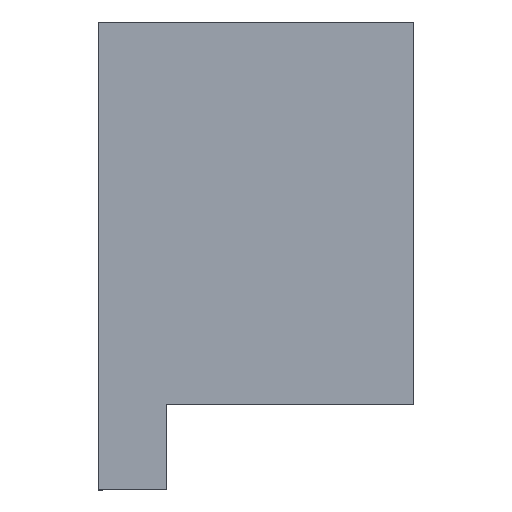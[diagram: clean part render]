
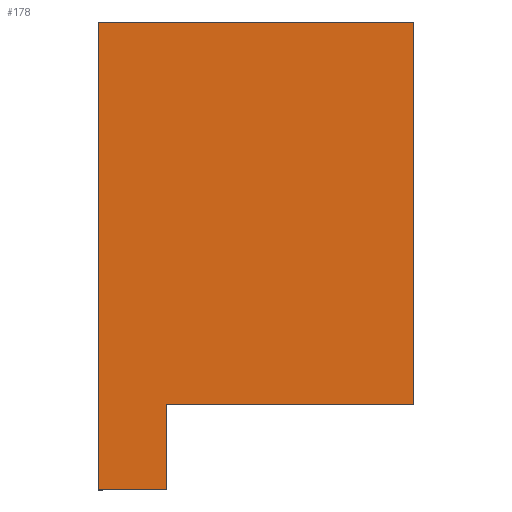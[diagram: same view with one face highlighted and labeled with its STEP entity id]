
A CAD part, top view. The second image highlights one B-rep face of the part: STEP entity #178.
In plain terms, the highlighted planar face has unit normal (0, 0, 1).
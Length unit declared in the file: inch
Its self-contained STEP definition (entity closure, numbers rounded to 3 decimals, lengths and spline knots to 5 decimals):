
#22=PLANE('',#210);
#33=FACE_OUTER_BOUND('',#43,.T.);
#43=EDGE_LOOP('',(#156,#157,#158,#159,#160,#161));
#52=LINE('',#275,#72);
#55=LINE('',#281,#75);
#58=LINE('',#287,#78);
#61=LINE('',#293,#81);
#64=LINE('',#299,#84);
#67=LINE('',#303,#87);
#72=VECTOR('',#228,0.3937);
#75=VECTOR('',#233,0.3937);
#78=VECTOR('',#238,0.3937);
#81=VECTOR('',#243,0.3937);
#84=VECTOR('',#248,0.3937);
#87=VECTOR('',#253,0.3937);
#93=VERTEX_POINT('',#272);
#94=VERTEX_POINT('',#274);
#96=VERTEX_POINT('',#280);
#98=VERTEX_POINT('',#286);
#100=VERTEX_POINT('',#292);
#102=VERTEX_POINT('',#298);
#109=EDGE_CURVE('',#94,#93,#52,.T.);
#112=EDGE_CURVE('',#96,#94,#55,.T.);
#115=EDGE_CURVE('',#98,#96,#58,.T.);
#118=EDGE_CURVE('',#100,#98,#61,.T.);
#121=EDGE_CURVE('',#102,#100,#64,.T.);
#124=EDGE_CURVE('',#93,#102,#67,.T.);
#156=ORIENTED_EDGE('',*,*,#124,.T.);
#157=ORIENTED_EDGE('',*,*,#121,.T.);
#158=ORIENTED_EDGE('',*,*,#118,.T.);
#159=ORIENTED_EDGE('',*,*,#115,.T.);
#160=ORIENTED_EDGE('',*,*,#112,.T.);
#161=ORIENTED_EDGE('',*,*,#109,.T.);
#178=ADVANCED_FACE('',(#33),#22,.T.);
#210=AXIS2_PLACEMENT_3D('',#304,#254,#255);
#228=DIRECTION('',(1.,0.,0.));
#233=DIRECTION('',(0.,-1.,0.));
#238=DIRECTION('',(-1.,0.,0.));
#243=DIRECTION('',(0.,1.,0.));
#248=DIRECTION('',(1.,0.,0.));
#253=DIRECTION('',(0.,1.,0.));
#254=DIRECTION('center_axis',(0.,0.,1.));
#255=DIRECTION('ref_axis',(1.,0.,0.));
#272=CARTESIAN_POINT('',(-0.5,-0.7874,0.07874));
#274=CARTESIAN_POINT('',(-0.6378,-0.7874,0.07874));
#275=CARTESIAN_POINT('',(-0.6378,-0.7874,0.07874));
#280=CARTESIAN_POINT('',(-0.6378,0.15748,0.07874));
#281=CARTESIAN_POINT('',(-0.6378,0.15748,0.07874));
#286=CARTESIAN_POINT('',(0.,0.15748,0.07874));
#287=CARTESIAN_POINT('',(0.,0.15748,0.07874));
#292=CARTESIAN_POINT('',(0.,-0.61402,0.07874));
#293=CARTESIAN_POINT('',(0.,-0.61402,0.07874));
#298=CARTESIAN_POINT('',(-0.5,-0.61402,0.07874));
#299=CARTESIAN_POINT('',(-0.6378,-0.61402,0.07874));
#303=CARTESIAN_POINT('',(-0.5,-0.7874,0.07874));
#304=CARTESIAN_POINT('Origin',(-0.3189,-0.31496,0.07874));
